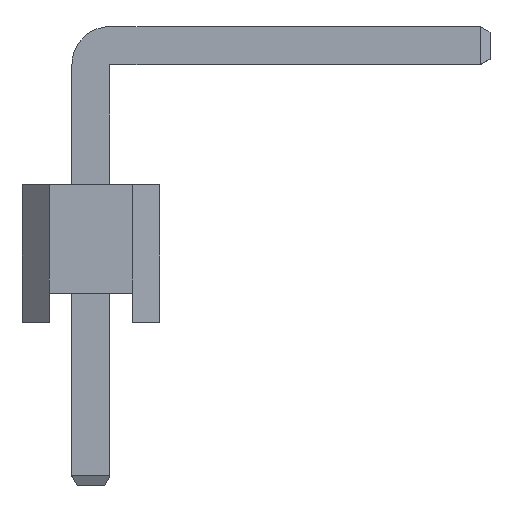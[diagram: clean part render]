
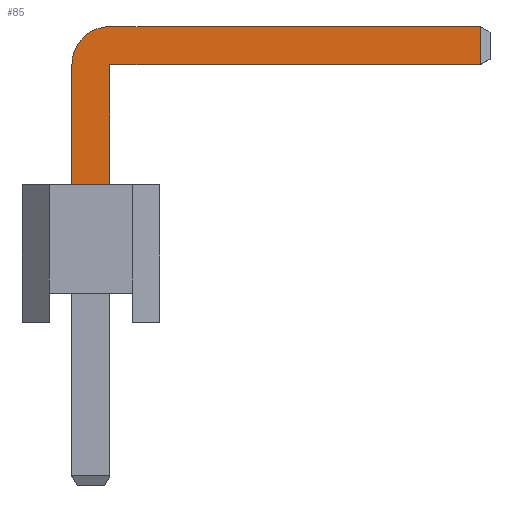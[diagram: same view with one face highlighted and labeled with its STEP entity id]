
A CAD part, top view. The second image highlights one B-rep face of the part: STEP entity #85.
In plain terms, the highlighted planar face has unit normal (0, 0, 1).
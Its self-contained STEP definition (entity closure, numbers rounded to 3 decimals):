
#19 = VERTEX_POINT ( 'NONE', #836 ) ;
#23 = VERTEX_POINT ( 'NONE', #1073 ) ;
#45 = CARTESIAN_POINT ( 'NONE',  ( 0.35, 5.45, 0.35 ) ) ;
#68 = EDGE_CURVE ( 'NONE', #120, #389, #617, .T. ) ;
#85 = ADVANCED_FACE ( 'NONE', ( #581 ), #1057, .T. ) ;
#89 = AXIS2_PLACEMENT_3D ( 'NONE', #908, #1148, #457 ) ;
#120 = VERTEX_POINT ( 'NONE', #685 ) ;
#170 = DIRECTION ( 'NONE',  ( 0., 0., -1. ) ) ;
#188 = ORIENTED_EDGE ( 'NONE', *, *, #238, .T. ) ;
#214 = EDGE_CURVE ( 'NONE', #972, #389, #1023, .T. ) ;
#226 = CARTESIAN_POINT ( 'NONE',  ( 0.35, -3., 0.35 ) ) ;
#238 = EDGE_CURVE ( 'NONE', #120, #23, #1108, .T. ) ;
#295 = VECTOR ( 'NONE', #478, 1000. ) ;
#338 = AXIS2_PLACEMENT_3D ( 'NONE', #893, #170, #999 ) ;
#389 = VERTEX_POINT ( 'NONE', #892 ) ;
#411 = ORIENTED_EDGE ( 'NONE', *, *, #644, .T. ) ;
#457 = DIRECTION ( 'NONE',  ( 1., 0., 0. ) ) ;
#478 = DIRECTION ( 'NONE',  ( 0., -1., 0. ) ) ;
#513 = CARTESIAN_POINT ( 'NONE',  ( 7.35, 4.75, 0.35 ) ) ;
#514 = EDGE_CURVE ( 'NONE', #23, #770, #1511, .T. ) ;
#520 = VECTOR ( 'NONE', #1299, 1000. ) ;
#549 = CARTESIAN_POINT ( 'NONE',  ( 7.35, 5.45, 0.35 ) ) ;
#577 = DIRECTION ( 'NONE',  ( 1., 0., 0. ) ) ;
#581 = FACE_OUTER_BOUND ( 'NONE', #1284, .T. ) ;
#617 = LINE ( 'NONE', #226, #295 ) ;
#644 = EDGE_CURVE ( 'NONE', #770, #993, #866, .T. ) ;
#647 = CIRCLE ( 'NONE', #338, 0.7 ) ;
#685 = CARTESIAN_POINT ( 'NONE',  ( 0.35, 4.75, 0.35 ) ) ;
#691 = ORIENTED_EDGE ( 'NONE', *, *, #1343, .F. ) ;
#703 = ORIENTED_EDGE ( 'NONE', *, *, #963, .F. ) ;
#712 = VECTOR ( 'NONE', #577, 1000. ) ;
#716 = CARTESIAN_POINT ( 'NONE',  ( 7.177, -3., 0.35 ) ) ;
#735 = DIRECTION ( 'NONE',  ( 0., 1., 0. ) ) ;
#770 = VERTEX_POINT ( 'NONE', #785 ) ;
#785 = CARTESIAN_POINT ( 'NONE',  ( 7.177, 5.45, 0.35 ) ) ;
#836 = CARTESIAN_POINT ( 'NONE',  ( -0.35, 4.75, 0.35 ) ) ;
#838 = DIRECTION ( 'NONE',  ( 0., 1., 0. ) ) ;
#849 = ORIENTED_EDGE ( 'NONE', *, *, #68, .F. ) ;
#866 = LINE ( 'NONE', #549, #520 ) ;
#884 = CARTESIAN_POINT ( 'NONE',  ( -0.35, 2.54, 0.35 ) ) ;
#892 = CARTESIAN_POINT ( 'NONE',  ( 0.35, 2.54, 0.35 ) ) ;
#893 = CARTESIAN_POINT ( 'NONE',  ( 0.35, 4.75, 0.35 ) ) ;
#908 = CARTESIAN_POINT ( 'NONE',  ( -0.35, -3., 0.35 ) ) ;
#909 = VECTOR ( 'NONE', #838, 1000. ) ;
#963 = EDGE_CURVE ( 'NONE', #19, #993, #647, .T. ) ;
#972 = VERTEX_POINT ( 'NONE', #1354 ) ;
#993 = VERTEX_POINT ( 'NONE', #45 ) ;
#999 = DIRECTION ( 'NONE',  ( -1., 0., 0. ) ) ;
#1023 = LINE ( 'NONE', #884, #712 ) ;
#1035 = ORIENTED_EDGE ( 'NONE', *, *, #214, .T. ) ;
#1057 = PLANE ( 'NONE',  #89 ) ;
#1058 = VECTOR ( 'NONE', #735, 1000. ) ;
#1073 = CARTESIAN_POINT ( 'NONE',  ( 7.177, 4.75, 0.35 ) ) ;
#1077 = VECTOR ( 'NONE', #1208, 1000. ) ;
#1090 = LINE ( 'NONE', #1304, #1058 ) ;
#1108 = LINE ( 'NONE', #513, #1077 ) ;
#1148 = DIRECTION ( 'NONE',  ( 0., 0., 1. ) ) ;
#1208 = DIRECTION ( 'NONE',  ( 1., 0., 0. ) ) ;
#1212 = ORIENTED_EDGE ( 'NONE', *, *, #514, .T. ) ;
#1284 = EDGE_LOOP ( 'NONE', ( #188, #1212, #411, #703, #691, #1035, #849 ) ) ;
#1299 = DIRECTION ( 'NONE',  ( -1., 0., 0. ) ) ;
#1304 = CARTESIAN_POINT ( 'NONE',  ( -0.35, -3., 0.35 ) ) ;
#1343 = EDGE_CURVE ( 'NONE', #972, #19, #1090, .T. ) ;
#1354 = CARTESIAN_POINT ( 'NONE',  ( -0.35, 2.54, 0.35 ) ) ;
#1511 = LINE ( 'NONE', #716, #909 ) ;
